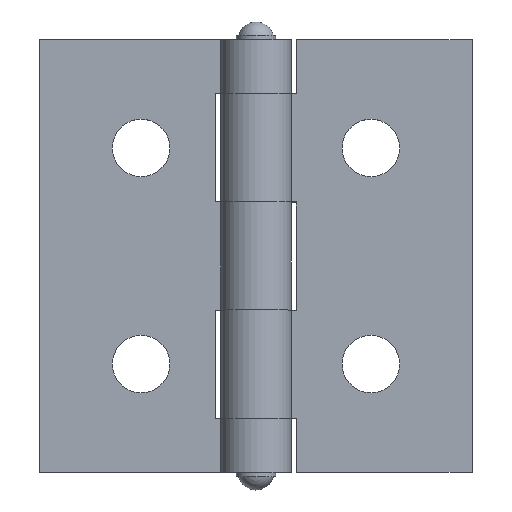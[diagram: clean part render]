
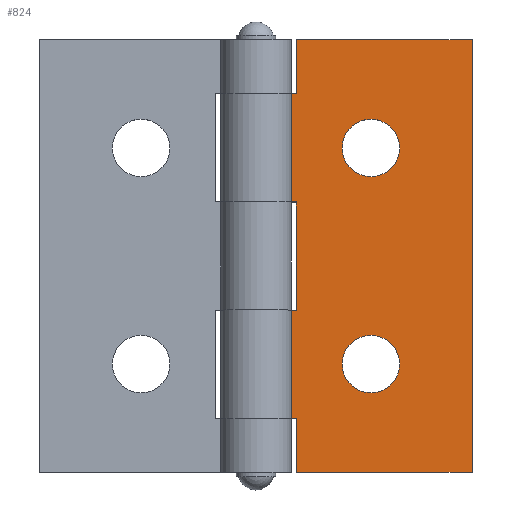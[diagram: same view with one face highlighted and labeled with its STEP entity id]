
A CAD part, top view. The second image highlights one B-rep face of the part: STEP entity #824.
In plain terms, the highlighted planar face has unit normal (0, 0, 1).
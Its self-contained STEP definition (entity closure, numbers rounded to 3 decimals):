
#130=CARTESIAN_POINT('',(1.063,0.133,0.08));
#131=VERTEX_POINT('',#130);
#140=CARTESIAN_POINT('',(1.063,-0.133,0.08));
#141=VERTEX_POINT('',#140);
#142=CARTESIAN_POINT('',(1.063,0.0,0.08));
#143=DIRECTION('',(0.0,0.0,-1.0));
#144=DIRECTION('',(0.0,1.0,0.0));
#145=AXIS2_PLACEMENT_3D('',#142,#143,#144);
#146=CIRCLE('',#145,0.133);
#147=EDGE_CURVE('',#141,#131,#146,.T.);
#172=CARTESIAN_POINT('',(1.063,1.133,0.08));
#173=VERTEX_POINT('',#172);
#182=CARTESIAN_POINT('',(1.063,0.867,0.08));
#183=VERTEX_POINT('',#182);
#184=CARTESIAN_POINT('',(1.063,1.,0.08));
#185=DIRECTION('',(0.0,0.0,-1.0));
#186=DIRECTION('',(0.0,1.0,0.0));
#187=AXIS2_PLACEMENT_3D('',#184,#185,#186);
#188=CIRCLE('',#187,0.133);
#189=EDGE_CURVE('',#183,#173,#188,.T.);
#223=CARTESIAN_POINT('',(1.063,1.,0.08));
#224=DIRECTION('',(0.0,0.0,-1.0));
#225=DIRECTION('',(0.0,1.0,0.0));
#226=AXIS2_PLACEMENT_3D('',#223,#224,#225);
#227=CIRCLE('',#226,0.133);
#228=EDGE_CURVE('',#173,#183,#227,.T.);
#247=CARTESIAN_POINT('',(1.063,0.0,0.08));
#248=DIRECTION('',(0.0,0.0,-1.0));
#249=DIRECTION('',(0.0,1.0,0.0));
#250=AXIS2_PLACEMENT_3D('',#247,#248,#249);
#251=CIRCLE('',#250,0.133);
#252=EDGE_CURVE('',#131,#141,#251,.T.);
#272=CARTESIAN_POINT('',(0.717,1.25,0.08));
#273=VERTEX_POINT('',#272);
#280=CARTESIAN_POINT('',(0.717,1.5,0.08));
#281=VERTEX_POINT('',#280);
#282=CARTESIAN_POINT('',(0.717,1.5,0.08));
#283=DIRECTION('',(0.0,-1.0,0.0));
#284=VECTOR('',#283,0.25);
#285=LINE('',#282,#284);
#286=EDGE_CURVE('',#281,#273,#285,.T.);
#327=CARTESIAN_POINT('',(0.531,1.25,0.08));
#328=VERTEX_POINT('',#327);
#336=CARTESIAN_POINT('',(0.717,1.25,0.08));
#337=DIRECTION('',(-1.0,0.0,0.0));
#338=VECTOR('',#337,0.186);
#339=LINE('',#336,#338);
#340=EDGE_CURVE('',#273,#328,#339,.T.);
#361=CARTESIAN_POINT('',(0.717,0.75,0.08));
#362=VERTEX_POINT('',#361);
#369=CARTESIAN_POINT('',(0.531,0.75,0.08));
#370=VERTEX_POINT('',#369);
#371=CARTESIAN_POINT('',(0.531,0.75,0.08));
#372=DIRECTION('',(1.0,0.0,0.0));
#373=VECTOR('',#372,0.186);
#374=LINE('',#371,#373);
#375=EDGE_CURVE('',#370,#362,#374,.T.);
#417=CARTESIAN_POINT('',(0.717,0.25,0.08));
#418=VERTEX_POINT('',#417);
#425=CARTESIAN_POINT('',(0.717,0.75,0.08));
#426=DIRECTION('',(0.0,-1.0,0.0));
#427=VECTOR('',#426,0.5);
#428=LINE('',#425,#427);
#429=EDGE_CURVE('',#362,#418,#428,.T.);
#465=CARTESIAN_POINT('',(0.531,0.25,0.08));
#466=VERTEX_POINT('',#465);
#474=CARTESIAN_POINT('',(0.717,0.25,0.08));
#475=DIRECTION('',(-1.0,0.0,0.0));
#476=VECTOR('',#475,0.186);
#477=LINE('',#474,#476);
#478=EDGE_CURVE('',#418,#466,#477,.T.);
#489=CARTESIAN_POINT('',(0.717,-0.25,0.08));
#490=VERTEX_POINT('',#489);
#491=CARTESIAN_POINT('',(0.717,-0.5,0.08));
#492=VERTEX_POINT('',#491);
#493=CARTESIAN_POINT('',(0.717,-0.25,0.08));
#494=DIRECTION('',(0.0,-1.0,0.0));
#495=VECTOR('',#494,0.25);
#496=LINE('',#493,#495);
#497=EDGE_CURVE('',#490,#492,#496,.T.);
#529=CARTESIAN_POINT('',(0.531,-0.25,0.08));
#530=VERTEX_POINT('',#529);
#531=CARTESIAN_POINT('',(0.531,-0.25,0.08));
#532=DIRECTION('',(1.0,0.0,0.0));
#533=VECTOR('',#532,0.186);
#534=LINE('',#531,#533);
#535=EDGE_CURVE('',#530,#490,#534,.T.);
#579=CARTESIAN_POINT('',(1.531,1.5,0.08));
#580=VERTEX_POINT('',#579);
#581=CARTESIAN_POINT('',(1.531,1.5,0.08));
#582=DIRECTION('',(-1.0,0.0,0.0));
#583=VECTOR('',#582,0.814);
#584=LINE('',#581,#583);
#585=EDGE_CURVE('',#580,#281,#584,.T.);
#617=CARTESIAN_POINT('',(0.531,0.25,0.08));
#618=DIRECTION('',(0.0,-1.0,0.0));
#619=VECTOR('',#618,0.5);
#620=LINE('',#617,#619);
#621=EDGE_CURVE('',#466,#530,#620,.T.);
#657=CARTESIAN_POINT('',(1.531,-0.5,0.08));
#658=VERTEX_POINT('',#657);
#665=CARTESIAN_POINT('',(0.717,-0.5,0.08));
#666=DIRECTION('',(1.0,0.0,0.0));
#667=VECTOR('',#666,0.814);
#668=LINE('',#665,#667);
#669=EDGE_CURVE('',#492,#658,#668,.T.);
#754=CARTESIAN_POINT('',(1.531,1.5,0.08));
#755=DIRECTION('',(0.0,-1.0,0.0));
#756=VECTOR('',#755,2.);
#757=LINE('',#754,#756);
#758=EDGE_CURVE('',#580,#658,#757,.T.);
#788=CARTESIAN_POINT('',(0.531,1.25,0.08));
#789=DIRECTION('',(0.0,-1.0,0.0));
#790=VECTOR('',#789,0.5);
#791=LINE('',#788,#790);
#792=EDGE_CURVE('',#328,#370,#791,.T.);
#797=CARTESIAN_POINT('',(0.531,1.5,0.08));
#798=DIRECTION('',(0.0,0.0,1.0));
#799=DIRECTION('',(0.0,-1.0,0.0));
#800=AXIS2_PLACEMENT_3D('',#797,#798,#799);
#801=PLANE('',#800);
#802=ORIENTED_EDGE('',*,*,#340,.T.);
#803=ORIENTED_EDGE('',*,*,#792,.T.);
#804=ORIENTED_EDGE('',*,*,#375,.T.);
#805=ORIENTED_EDGE('',*,*,#429,.T.);
#806=ORIENTED_EDGE('',*,*,#478,.T.);
#807=ORIENTED_EDGE('',*,*,#621,.T.);
#808=ORIENTED_EDGE('',*,*,#535,.T.);
#809=ORIENTED_EDGE('',*,*,#497,.T.);
#810=ORIENTED_EDGE('',*,*,#669,.T.);
#811=ORIENTED_EDGE('',*,*,#758,.F.);
#812=ORIENTED_EDGE('',*,*,#585,.T.);
#813=ORIENTED_EDGE('',*,*,#286,.T.);
#814=EDGE_LOOP('',(#802,#803,#804,#805,#806,#807,#808,#809,#810,#811,#812,#813));
#815=FACE_OUTER_BOUND('',#814,.T.);
#816=ORIENTED_EDGE('',*,*,#228,.T.);
#817=ORIENTED_EDGE('',*,*,#189,.T.);
#818=EDGE_LOOP('',(#816,#817));
#819=FACE_BOUND('',#818,.T.);
#820=ORIENTED_EDGE('',*,*,#252,.T.);
#821=ORIENTED_EDGE('',*,*,#147,.T.);
#822=EDGE_LOOP('',(#820,#821));
#823=FACE_BOUND('',#822,.T.);
#824=ADVANCED_FACE('',(#815,#819,#823),#801,.T.);
